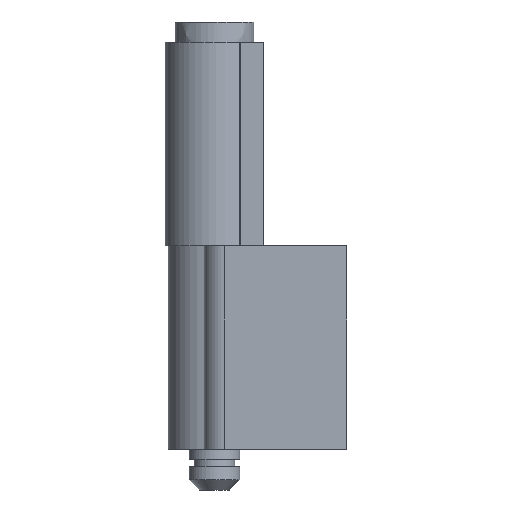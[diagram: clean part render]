
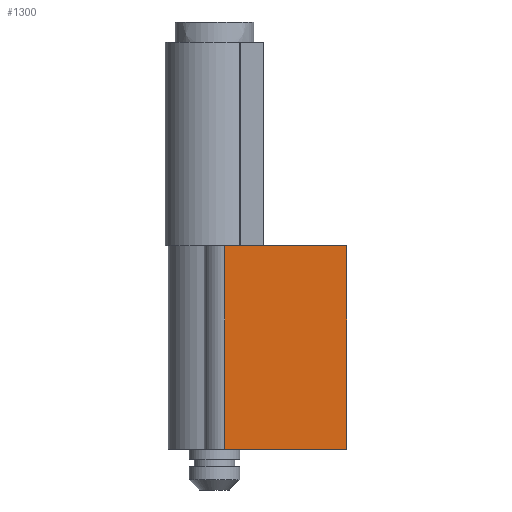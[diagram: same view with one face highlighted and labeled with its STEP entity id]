
A CAD part, left-side view. The second image highlights one B-rep face of the part: STEP entity #1300.
In plain terms, the highlighted free-form (B-spline) face has degree [1, 1] with [2, 2] control points.
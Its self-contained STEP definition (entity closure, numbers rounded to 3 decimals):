
#1077=CARTESIAN_POINT('',(-17.0,-13.0,4.));
#1078=VERTEX_POINT('',#1077);
#1084=CARTESIAN_POINT('',(-17.0,-1.,4.));
#1085=VERTEX_POINT('',#1084);
#1086=CARTESIAN_POINT('',(-17.0,-1.,4.));
#1087=CARTESIAN_POINT('',(-17.0,-13.0,4.));
#1088=QUASI_UNIFORM_CURVE('',1,(#1086,#1087),.UNSPECIFIED.,.F.,.U.);
#1089=EDGE_CURVE('',#1085,#1078,#1088,.T.);
#1151=CARTESIAN_POINT('',(-17.0,-1.,24.0));
#1152=VERTEX_POINT('',#1151);
#1168=CARTESIAN_POINT('',(-17.0,-13.0,24.0));
#1169=VERTEX_POINT('',#1168);
#1170=CARTESIAN_POINT('',(-17.0,-1.,24.0));
#1171=CARTESIAN_POINT('',(-17.0,-13.0,24.0));
#1172=QUASI_UNIFORM_CURVE('',1,(#1170,#1171),.UNSPECIFIED.,.F.,.U.);
#1173=EDGE_CURVE('',#1152,#1169,#1172,.T.);
#1275=CARTESIAN_POINT('',(-17.0,-1.,24.0));
#1276=CARTESIAN_POINT('',(-17.0,-1.,4.));
#1277=QUASI_UNIFORM_CURVE('',1,(#1275,#1276),.UNSPECIFIED.,.F.,.U.);
#1278=EDGE_CURVE('',#1152,#1085,#1277,.T.);
#1285=CARTESIAN_POINT('',(-17.0,-13.599,24.999));
#1286=CARTESIAN_POINT('',(-17.0,-13.599,3.001));
#1287=CARTESIAN_POINT('',(-17.0,-0.401,24.999));
#1288=CARTESIAN_POINT('',(-17.0,-0.401,3.001));
#1289=B_SPLINE_SURFACE_WITH_KNOTS('',1,1,((#1285,#1287),(#1286,#1288)),.UNSPECIFIED.,.F.,.F.,.U.,(2,2),(2,2),(0.0,21.998),(0.0,13.199),.UNSPECIFIED.);
#1290=ORIENTED_EDGE('',*,*,#1089,.T.);
#1291=CARTESIAN_POINT('',(-17.0,-13.0,24.0));
#1292=CARTESIAN_POINT('',(-17.0,-13.0,4.));
#1293=QUASI_UNIFORM_CURVE('',1,(#1291,#1292),.UNSPECIFIED.,.F.,.U.);
#1294=EDGE_CURVE('',#1169,#1078,#1293,.T.);
#1295=ORIENTED_EDGE('',*,*,#1294,.F.);
#1296=ORIENTED_EDGE('',*,*,#1173,.F.);
#1297=ORIENTED_EDGE('',*,*,#1278,.T.);
#1298=EDGE_LOOP('',(#1290,#1295,#1296,#1297));
#1299=FACE_OUTER_BOUND('',#1298,.T.);
#1300=ADVANCED_FACE('',(#1299),#1289,.F.);
